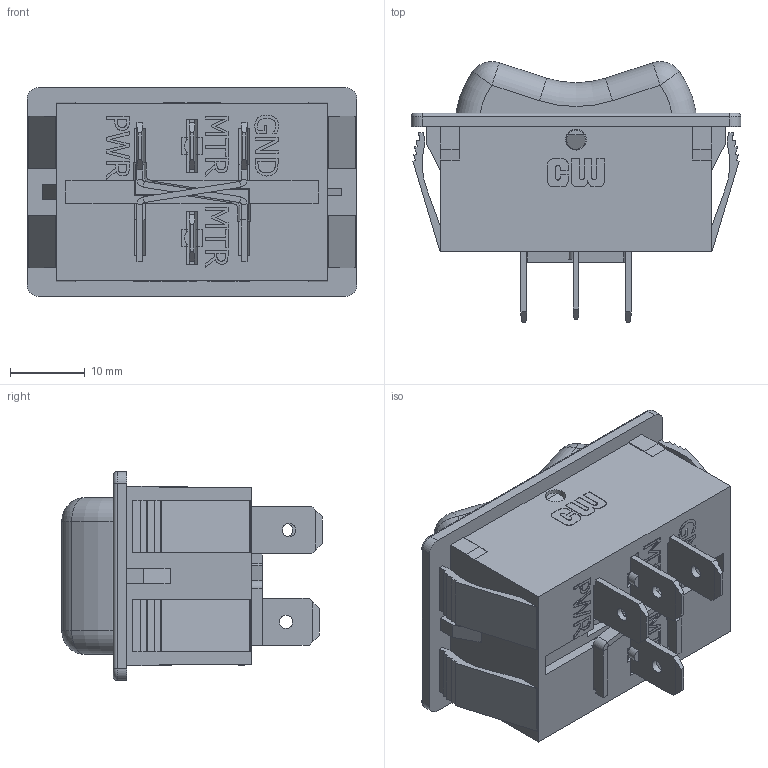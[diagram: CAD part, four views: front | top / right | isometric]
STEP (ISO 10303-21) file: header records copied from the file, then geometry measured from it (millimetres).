
FILE_DESCRIPTION(/* description */ (''),/* implementation_level */ '2;1');
FILE_NAME(/* name */ 'GRS-6026C-0000_with plain 40A_Model.stp',/* time_stamp */ '2021-04-08T15:00:05-04:00',/* author */ ('dwiltbank'),/* organization */ (''),/* preprocessor_version */ 'ST-DEVELOPER v18.1',/* originating_system */ 'Autodesk Inventor 2020',/* authorisation */ '');
FILE_SCHEMA (('AUTOMOTIVE_DESIGN { 1 0 10303 214 3 1 1 }'));
Length unit declared in the file: inch
Products named in the file (1): GRS-6026C-0000_with plain 40A_Shrinkwrap_1
Bounding box: 44.2 x 34.92 x 27.94 mm (x, y, z)
Surface area: 9169.3 mm2 (no closed solid volume)
Topology: 0 solids, 6 shells, 759 faces, 2493 edges, 1734 vertices
Faces by surface type: plane 557, bspline 115, cylinder 73, torus 10, sphere 4
Full cylindrical faces by diameter (mm): 1.778 x4, 2.032 x1, 2.286 x1, 2.54 x1, 2.794 x1
Entity records: 28270 total; most frequent: CARTESIAN_POINT 6484, ORIENTED_EDGE 4368, DIRECTION 3769, EDGE_CURVE 2489, LINE 2035, VECTOR 2035, VERTEX_POINT 1734, AXIS2_PLACEMENT_3D 867
